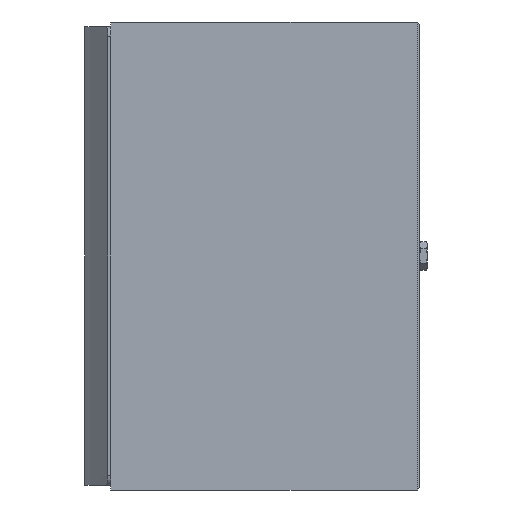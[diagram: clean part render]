
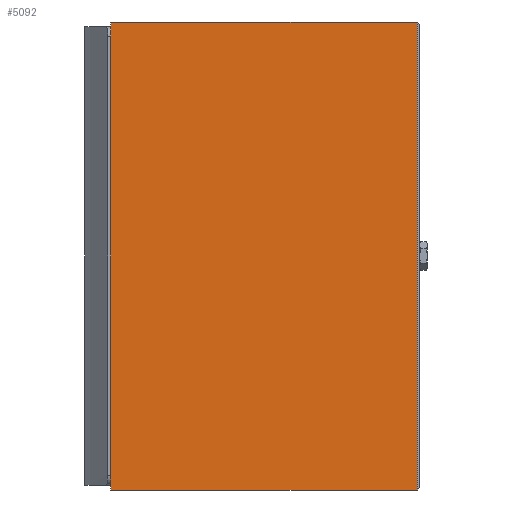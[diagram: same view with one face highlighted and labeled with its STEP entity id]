
A CAD part, left-side view. The second image highlights one B-rep face of the part: STEP entity #5092.
In plain terms, the highlighted planar face has unit normal (-1, 0, 0).
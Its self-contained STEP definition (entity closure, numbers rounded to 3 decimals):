
#149 = ORIENTED_EDGE ( 'NONE', *, *, #1935, .T. ) ;
#248 = CARTESIAN_POINT ( 'NONE',  ( -150., 99., 75. ) ) ;
#309 = VERTEX_POINT ( 'NONE', #557 ) ;
#539 = FACE_OUTER_BOUND ( 'NONE', #3429, .T. ) ;
#557 = CARTESIAN_POINT ( 'NONE',  ( -150., 0.762, -75. ) ) ;
#565 = DIRECTION ( 'NONE',  ( 0., -1., 0. ) ) ;
#584 = DIRECTION ( 'NONE',  ( 0., 0., -1. ) ) ;
#645 = VECTOR ( 'NONE', #4431, 1000. ) ;
#846 = CARTESIAN_POINT ( 'NONE',  ( -150., 99., -75. ) ) ;
#1049 = AXIS2_PLACEMENT_3D ( 'NONE', #1406, #3713, #584 ) ;
#1105 = VECTOR ( 'NONE', #2435, 1000. ) ;
#1406 = CARTESIAN_POINT ( 'NONE',  ( -150., 99., 75. ) ) ;
#1495 = CARTESIAN_POINT ( 'NONE',  ( -150., 0.762, 75. ) ) ;
#1577 = VERTEX_POINT ( 'NONE', #3851 ) ;
#1935 = EDGE_CURVE ( 'NONE', #2118, #309, #3738, .T. ) ;
#2037 = ORIENTED_EDGE ( 'NONE', *, *, #3759, .T. ) ;
#2118 = VERTEX_POINT ( 'NONE', #846 ) ;
#2130 = EDGE_CURVE ( 'NONE', #2118, #4068, #2485, .T. ) ;
#2342 = DIRECTION ( 'NONE',  ( 0., 0., 1. ) ) ;
#2382 = CARTESIAN_POINT ( 'NONE',  ( -150., 99., 75. ) ) ;
#2435 = DIRECTION ( 'NONE',  ( 0., 0., 1. ) ) ;
#2485 = LINE ( 'NONE', #2382, #1105 ) ;
#2699 = LINE ( 'NONE', #1495, #4394 ) ;
#2967 = PLANE ( 'NONE',  #1049 ) ;
#3022 = CARTESIAN_POINT ( 'NONE',  ( -150., 99., -75. ) ) ;
#3429 = EDGE_LOOP ( 'NONE', ( #149, #2037, #4557, #4390 ) ) ;
#3713 = DIRECTION ( 'NONE',  ( 1., 0., 0. ) ) ;
#3738 = LINE ( 'NONE', #3022, #5076 ) ;
#3759 = EDGE_CURVE ( 'NONE', #309, #1577, #2699, .T. ) ;
#3839 = EDGE_CURVE ( 'NONE', #4068, #1577, #3961, .T. ) ;
#3851 = CARTESIAN_POINT ( 'NONE',  ( -150., 0.762, 75. ) ) ;
#3961 = LINE ( 'NONE', #4762, #645 ) ;
#4068 = VERTEX_POINT ( 'NONE', #248 ) ;
#4390 = ORIENTED_EDGE ( 'NONE', *, *, #2130, .F. ) ;
#4394 = VECTOR ( 'NONE', #2342, 1000. ) ;
#4431 = DIRECTION ( 'NONE',  ( 0., -1., 0. ) ) ;
#4557 = ORIENTED_EDGE ( 'NONE', *, *, #3839, .F. ) ;
#4762 = CARTESIAN_POINT ( 'NONE',  ( -150., 99., 75. ) ) ;
#5076 = VECTOR ( 'NONE', #565, 1000. ) ;
#5092 = ADVANCED_FACE ( 'NONE', ( #539 ), #2967, .F. ) ;
